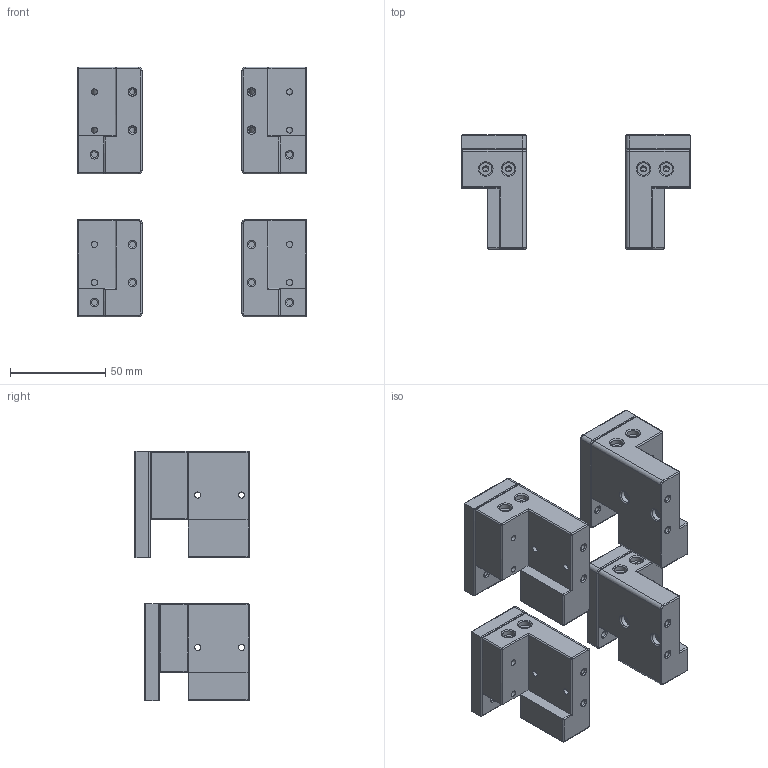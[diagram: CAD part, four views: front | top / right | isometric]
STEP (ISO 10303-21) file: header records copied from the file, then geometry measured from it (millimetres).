
FILE_DESCRIPTION(/* description */ (''),/* implementation_level */ '2;1');
FILE_NAME(/* name */ 'A-1515_Y_Carriage_Offcenter_Left-L.stp',/* time_stamp */ '2021-01-29T10:44:48-08:00',/* author */ (''),/* organization */ (''),/* preprocessor_version */ 'ST-DEVELOPER v18.1',/* originating_system */ 'Autodesk Translation Framework v9.7.0.1280',/* authorisation */ '');
FILE_SCHEMA (('AUTOMOTIVE_DESIGN { 1 0 10303 214 3 1 1 }'));
Length unit declared in the file: millimetre
Products named in the file (1): FusionComponent
Bounding box: 120 x 60 x 131 mm (x, y, z)
Volume: 240863.4 mm3; surface area: 71463.1 mm2
Topology: 8 solids, 8 shells, 516 faces, 1102 edges, 658 vertices
Faces by surface type: cylinder 228, plane 136, torus 128, sphere 24
Full cylindrical faces by diameter (mm): 3.2 x56, 6.5 x40
Entity records: 14613 total; most frequent: CARTESIAN_POINT 2793, DIRECTION 2786, ORIENTED_EDGE 2204, AXIS2_PLACEMENT_3D 1195, EDGE_CURVE 1102, VERTEX_POINT 658, EDGE_LOOP 640, CIRCLE 638
